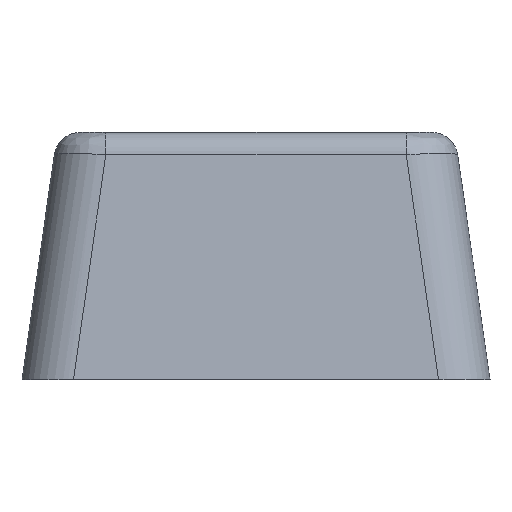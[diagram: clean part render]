
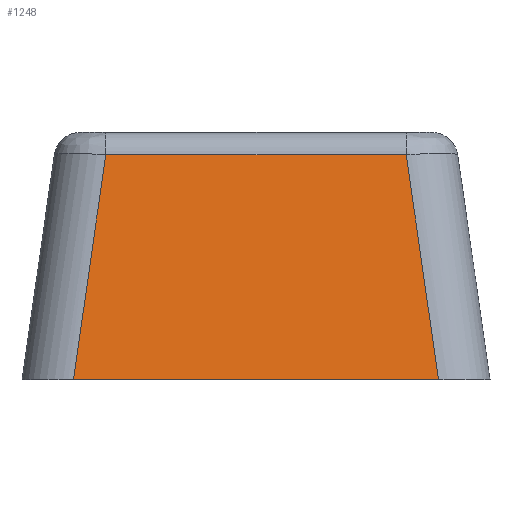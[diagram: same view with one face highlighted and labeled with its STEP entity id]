
A CAD part, left-side view. The second image highlights one B-rep face of the part: STEP entity #1248.
In plain terms, the highlighted planar face has unit normal (-0.99, 0, 0.142).
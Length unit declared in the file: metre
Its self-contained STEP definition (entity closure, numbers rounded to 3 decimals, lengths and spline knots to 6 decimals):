
#98=LINE('',#1852,#232);
#105=LINE('',#1880,#239);
#106=LINE('',#1882,#240);
#107=LINE('',#1884,#241);
#232=VECTOR('',#1473,1.);
#239=VECTOR('',#1496,1.);
#240=VECTOR('',#1497,1.);
#241=VECTOR('',#1498,1.);
#401=ORIENTED_EDGE('',*,*,#759,.T.);
#402=ORIENTED_EDGE('',*,*,#773,.T.);
#403=ORIENTED_EDGE('',*,*,#774,.T.);
#404=ORIENTED_EDGE('',*,*,#775,.T.);
#759=EDGE_CURVE('',#946,#945,#98,.T.);
#773=EDGE_CURVE('',#945,#959,#105,.T.);
#774=EDGE_CURVE('',#959,#960,#106,.F.);
#775=EDGE_CURVE('',#960,#946,#107,.F.);
#945=VERTEX_POINT('',#1851);
#946=VERTEX_POINT('',#1853);
#959=VERTEX_POINT('',#1881);
#960=VERTEX_POINT('',#1883);
#1048=EDGE_LOOP('',(#401,#402,#403,#404));
#1128=FACE_BOUND('',#1048,.T.);
#1203=PLANE('',#1351);
#1248=ADVANCED_FACE('',(#1128),#1203,.T.);
#1351=AXIS2_PLACEMENT_3D('',#1879,#1494,#1495);
#1473=DIRECTION('',(0.,-1.,0.));
#1494=DIRECTION('',(-0.99,0.,0.142));
#1495=DIRECTION('',(0.142,0.,0.99));
#1496=DIRECTION('',(0.141,0.141,0.98));
#1497=DIRECTION('',(0.,-1.,0.));
#1498=DIRECTION('',(0.141,-0.141,0.98));
#1851=CARTESIAN_POINT('',(0.0445,-0.05502,0.));
#1852=CARTESIAN_POINT('',(0.0445,-0.048,0.));
#1853=CARTESIAN_POINT('',(0.0445,-0.04098,0.));
#1879=CARTESIAN_POINT('',(0.0445,-0.057,0.));
#1880=CARTESIAN_POINT('',(0.044461,-0.05506,-0.000273));
#1881=CARTESIAN_POINT('',(0.045743,-0.053777,0.008642));
#1882=CARTESIAN_POINT('',(0.045743,-0.057,0.008642));
#1883=CARTESIAN_POINT('',(0.045743,-0.042223,0.008642));
#1884=CARTESIAN_POINT('',(0.044818,-0.041298,0.002213));
